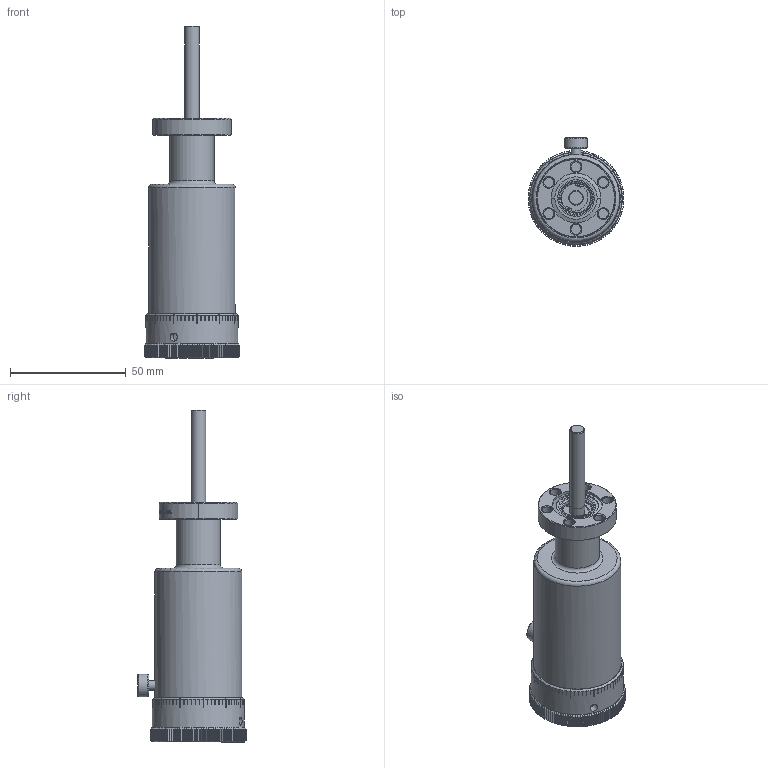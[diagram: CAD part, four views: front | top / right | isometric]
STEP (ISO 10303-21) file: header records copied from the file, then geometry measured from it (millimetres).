
FILE_DESCRIPTION(/* description */ ('Alibre Inc.'),/* implementation_level */ '2;1');
FILE_NAME(/* name */ 'export0',/* time_stamp */ '2011-02-14T10:18:36-08:00',/* author */ (''),/* organization */ (''),/* preprocessor_version */ 'ST-DEVELOPER v12',/* originating_system */ 'Alibre',/* authorisation */ '');
FILE_SCHEMA (('CONFIG_CONTROL_DESIGN'));
Length unit declared in the file: centimetre
Products named in the file (1): 102100
Bounding box: 41.27 x 46.79 x 143.15 mm (x, y, z)
Volume: 98195.5 mm3; surface area: 19004.7 mm2
Topology: 1 solids, 1 shells, 949 faces, 2669 edges, 1767 vertices
Faces by surface type: plane 503, cylinder 263, bspline 140, cone 37, torus 5, sphere 1
Full cylindrical faces by diameter (mm): 0.919 x2, 3.454 x1, 4.166 x1, 6.337 x1, 6.34 x1, 9.906 x1, 12.776 x1, 15.773 x1, 19.05 x1, 19.253 x1, 37.465 x1, 37.846 x1, 39.7 x1
Entity records: 53847 total; most frequent: CARTESIAN_POINT 33986, ORIENTED_EDGE 5264, EDGE_CURVE 2632, DIRECTION 2518, VERTEX_POINT 1756, AXIS2_PLACEMENT_3D 1072, EDGE_LOOP 1032, FACE_BOUND 1032
